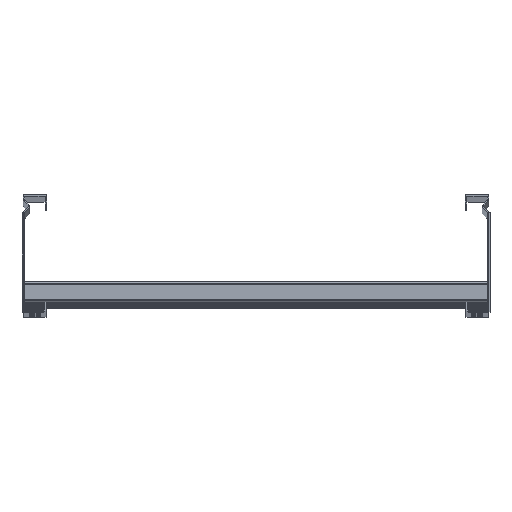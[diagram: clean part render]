
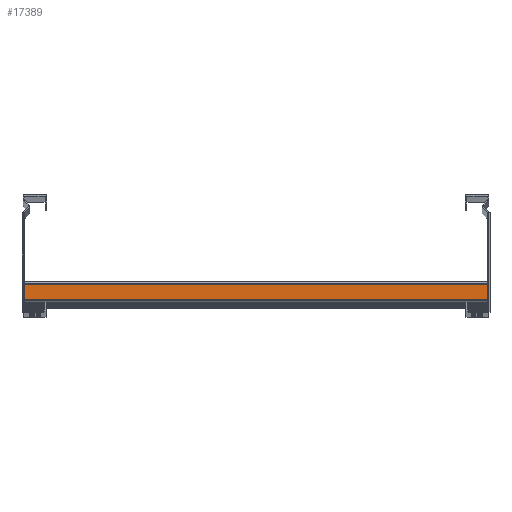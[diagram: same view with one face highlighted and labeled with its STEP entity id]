
A CAD part, top view. The second image highlights one B-rep face of the part: STEP entity #17389.
In plain terms, the highlighted face is planar.
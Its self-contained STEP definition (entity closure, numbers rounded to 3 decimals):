
#836 = VERTEX_POINT ( 'NONE', #8124 ) ;
#1489 = VECTOR ( 'NONE', #2388, 1000. ) ;
#2388 = DIRECTION ( 'NONE',  ( 0., 0., -1. ) ) ;
#3671 = PLANE ( 'NONE',  #18831 ) ;
#4027 = CARTESIAN_POINT ( 'NONE',  ( 18., 15.5, 199. ) ) ;
#4540 = LINE ( 'NONE', #8941, #1489 ) ;
#5495 = EDGE_CURVE ( 'NONE', #18125, #836, #7431, .T. ) ;
#6117 = VECTOR ( 'NONE', #15109, 1000. ) ;
#6320 = EDGE_CURVE ( 'NONE', #18125, #9036, #4540, .T. ) ;
#6691 = CARTESIAN_POINT ( 'NONE',  ( 18., 15.5, -199. ) ) ;
#6972 = CARTESIAN_POINT ( 'NONE',  ( 18., 18., 199. ) ) ;
#7431 = LINE ( 'NONE', #11722, #6117 ) ;
#8124 = CARTESIAN_POINT ( 'NONE',  ( 18., 2.5, 199. ) ) ;
#8444 = DIRECTION ( 'NONE',  ( 0., -1., 0. ) ) ;
#8620 = FACE_OUTER_BOUND ( 'NONE', #9646, .T. ) ;
#8864 = EDGE_CURVE ( 'NONE', #836, #14242, #15765, .T. ) ;
#8941 = CARTESIAN_POINT ( 'NONE',  ( 18., 15.5, 199. ) ) ;
#9021 = VECTOR ( 'NONE', #8444, 1000. ) ;
#9036 = VERTEX_POINT ( 'NONE', #6691 ) ;
#9646 = EDGE_LOOP ( 'NONE', ( #20107, #12220, #17665, #18527 ) ) ;
#9898 = VECTOR ( 'NONE', #14626, 1000. ) ;
#10173 = CARTESIAN_POINT ( 'NONE',  ( 18., 18., -199. ) ) ;
#11722 = CARTESIAN_POINT ( 'NONE',  ( 18., 18., 199. ) ) ;
#12075 = DIRECTION ( 'NONE',  ( 0., 0., -1. ) ) ;
#12220 = ORIENTED_EDGE ( 'NONE', *, *, #6320, .F. ) ;
#13346 = CARTESIAN_POINT ( 'NONE',  ( 18., 2.5, -199. ) ) ;
#13358 = LINE ( 'NONE', #10173, #9021 ) ;
#14224 = EDGE_CURVE ( 'NONE', #9036, #14242, #13358, .T. ) ;
#14242 = VERTEX_POINT ( 'NONE', #13346 ) ;
#14626 = DIRECTION ( 'NONE',  ( 0., 0., -1. ) ) ;
#15109 = DIRECTION ( 'NONE',  ( 0., -1., 0. ) ) ;
#15765 = LINE ( 'NONE', #17374, #9898 ) ;
#16796 = DIRECTION ( 'NONE',  ( 1., 0., 0. ) ) ;
#17374 = CARTESIAN_POINT ( 'NONE',  ( 18., 2.5, 199. ) ) ;
#17389 = ADVANCED_FACE ( 'NONE', ( #8620 ), #3671, .T. ) ;
#17665 = ORIENTED_EDGE ( 'NONE', *, *, #5495, .T. ) ;
#18125 = VERTEX_POINT ( 'NONE', #4027 ) ;
#18527 = ORIENTED_EDGE ( 'NONE', *, *, #8864, .T. ) ;
#18831 = AXIS2_PLACEMENT_3D ( 'NONE', #6972, #16796, #12075 ) ;
#20107 = ORIENTED_EDGE ( 'NONE', *, *, #14224, .F. ) ;
